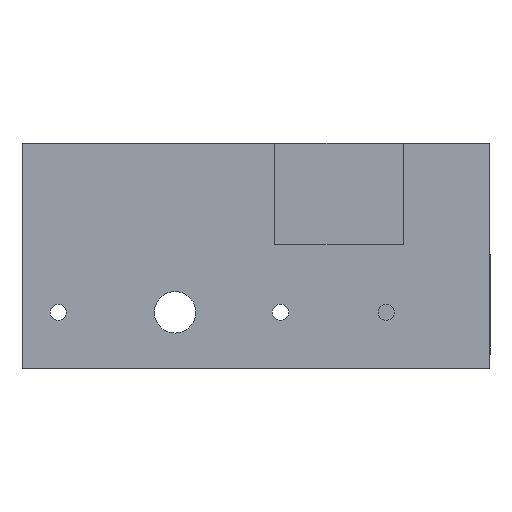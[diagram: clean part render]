
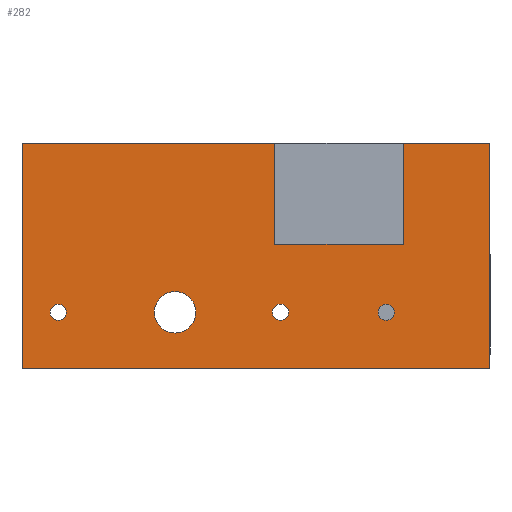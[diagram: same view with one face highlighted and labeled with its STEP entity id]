
A CAD part, left-side view. The second image highlights one B-rep face of the part: STEP entity #282.
In plain terms, the highlighted planar face has unit normal (-1, 0, 0).
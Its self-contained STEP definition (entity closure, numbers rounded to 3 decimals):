
#282=ADVANCED_FACE('',(#1203,#1205,#1207,#1209,#1211),#1213,.T.);
#1203=FACE_BOUND('',#1204,.T.);
#1204=EDGE_LOOP('',(#2036,#2037,#2038,#2039,#2040,#2041,#2042,#2043));
#1205=FACE_BOUND('',#1206,.T.);
#1206=EDGE_LOOP('',(#2044));
#1207=FACE_BOUND('',#1208,.T.);
#1208=EDGE_LOOP('',(#2045));
#1209=FACE_BOUND('',#1210,.T.);
#1210=EDGE_LOOP('',(#2046));
#1211=FACE_BOUND('',#1212,.T.);
#1212=EDGE_LOOP('',(#2047));
#1213=PLANE('',#1214);
#1214=AXIS2_PLACEMENT_3D('',#1215,#1216,#1217);
#1215=CARTESIAN_POINT('',(-91.75,-5.,-47.487));
#1216=DIRECTION('',(-1.,0.,0.));
#1217=DIRECTION('',(0.,0.,1.));
#2036=ORIENTED_EDGE('',*,*,#2563,.T.);
#2037=ORIENTED_EDGE('',*,*,#2495,.T.);
#2038=ORIENTED_EDGE('',*,*,#2507,.F.);
#2039=ORIENTED_EDGE('',*,*,#2505,.F.);
#2040=ORIENTED_EDGE('',*,*,#2466,.T.);
#2041=ORIENTED_EDGE('',*,*,#2499,.T.);
#2042=ORIENTED_EDGE('',*,*,#2564,.T.);
#2043=ORIENTED_EDGE('',*,*,#2565,.T.);
#2044=ORIENTED_EDGE('',*,*,#2566,.T.);
#2045=ORIENTED_EDGE('',*,*,#2567,.T.);
#2046=ORIENTED_EDGE('',*,*,#2568,.T.);
#2047=ORIENTED_EDGE('',*,*,#2569,.T.);
#2466=EDGE_CURVE('',#2794,#2795,#2796,.F.);
#2495=EDGE_CURVE('',#2846,#2844,#2847,.T.);
#2499=EDGE_CURVE('',#2795,#2852,#2854,.T.);
#2505=EDGE_CURVE('',#2794,#2862,#2863,.T.);
#2507=EDGE_CURVE('',#2862,#2844,#2865,.T.);
#2563=EDGE_CURVE('',#2966,#2846,#2967,.F.);
#2564=EDGE_CURVE('',#2852,#2968,#2969,.F.);
#2565=EDGE_CURVE('',#2968,#2966,#2970,.F.);
#2566=EDGE_CURVE('',#2971,#2971,#2972,.F.);
#2567=EDGE_CURVE('',#2973,#2973,#2974,.F.);
#2568=EDGE_CURVE('',#2975,#2975,#2976,.F.);
#2569=EDGE_CURVE('',#2977,#2977,#2978,.F.);
#2794=VERTEX_POINT('',#3367);
#2795=VERTEX_POINT('',#3368);
#2796=LINE('',#3369,#3370);
#2844=VERTEX_POINT('',#3474);
#2846=VERTEX_POINT('',#3478);
#2847=LINE('',#3479,#3480);
#2852=VERTEX_POINT('',#3490);
#2854=LINE('',#3494,#3495);
#2862=VERTEX_POINT('',#3515);
#2863=LINE('',#3516,#3517);
#2865=LINE('',#3522,#3523);
#2966=VERTEX_POINT('',#3758);
#2967=LINE('',#3759,#3760);
#2968=VERTEX_POINT('',#3762);
#2969=LINE('',#3763,#3764);
#2970=LINE('',#3766,#3767);
#2971=VERTEX_POINT('',#3769);
#2972=CIRCLE('',#3770,5.5);
#2973=VERTEX_POINT('',#3774);
#2974=CIRCLE('',#3775,2.15);
#2975=VERTEX_POINT('',#3779);
#2976=CIRCLE('',#3780,2.15);
#2977=VERTEX_POINT('',#3784);
#2978=CIRCLE('',#3785,2.15);
#3367=CARTESIAN_POINT('',(-91.75,-5.,-34.008));
#3368=CARTESIAN_POINT('',(-91.75,-5.,25.827));
#3369=CARTESIAN_POINT('',(-91.75,-5.,25.827));
#3370=VECTOR('',#3371,1.);
#3371=DIRECTION('',(0.,0.,-1.));
#3474=CARTESIAN_POINT('',(-91.75,119.,25.827));
#3478=CARTESIAN_POINT('',(-91.75,52.,25.827));
#3479=CARTESIAN_POINT('',(-91.75,52.,25.827));
#3480=VECTOR('',#3481,1.);
#3481=DIRECTION('',(0.,1.,0.));
#3490=CARTESIAN_POINT('',(-91.75,18.,25.827));
#3494=CARTESIAN_POINT('',(-91.75,-5.,25.827));
#3495=VECTOR('',#3496,1.);
#3496=DIRECTION('',(0.,1.,0.));
#3515=CARTESIAN_POINT('',(-91.75,119.,-34.008));
#3516=CARTESIAN_POINT('',(-91.75,-5.,-34.008));
#3517=VECTOR('',#3518,1.);
#3518=DIRECTION('',(0.,1.,0.));
#3522=CARTESIAN_POINT('',(-91.75,119.,-34.008));
#3523=VECTOR('',#3524,1.);
#3524=DIRECTION('',(0.,0.,1.));
#3758=CARTESIAN_POINT('',(-91.75,52.,-1.008));
#3759=CARTESIAN_POINT('',(-91.75,52.,25.827));
#3760=VECTOR('',#3761,1.);
#3761=DIRECTION('',(0.,0.,-1.));
#3762=CARTESIAN_POINT('',(-91.75,18.,-1.008));
#3763=CARTESIAN_POINT('',(-91.75,18.,-1.008));
#3764=VECTOR('',#3765,1.);
#3765=DIRECTION('',(0.,0.,1.));
#3766=CARTESIAN_POINT('',(-91.75,52.,-1.008));
#3767=VECTOR('',#3768,1.);
#3768=DIRECTION('',(0.,-1.,0.));
#3769=CARTESIAN_POINT('',(-91.75,78.45,-13.508));
#3770=AXIS2_PLACEMENT_3D('',#3771,#3772,#3773);
#3771=CARTESIAN_POINT('',(-91.75,78.45,-19.008));
#3772=DIRECTION('',(-1.,0.,0.));
#3773=DIRECTION('',(0.,0.,1.));
#3774=CARTESIAN_POINT('',(-91.75,22.5,-16.858));
#3775=AXIS2_PLACEMENT_3D('',#3776,#3777,#3778);
#3776=CARTESIAN_POINT('',(-91.75,22.5,-19.008));
#3777=DIRECTION('',(-1.,0.,0.));
#3778=DIRECTION('',(0.,0.,1.));
#3779=CARTESIAN_POINT('',(-91.75,50.5,-16.858));
#3780=AXIS2_PLACEMENT_3D('',#3781,#3782,#3783);
#3781=CARTESIAN_POINT('',(-91.75,50.5,-19.008));
#3782=DIRECTION('',(-1.,0.,0.));
#3783=DIRECTION('',(0.,0.,1.));
#3784=CARTESIAN_POINT('',(-91.75,109.4,-16.858));
#3785=AXIS2_PLACEMENT_3D('',#3786,#3787,#3788);
#3786=CARTESIAN_POINT('',(-91.75,109.4,-19.008));
#3787=DIRECTION('',(-1.,0.,0.));
#3788=DIRECTION('',(0.,0.,1.));
